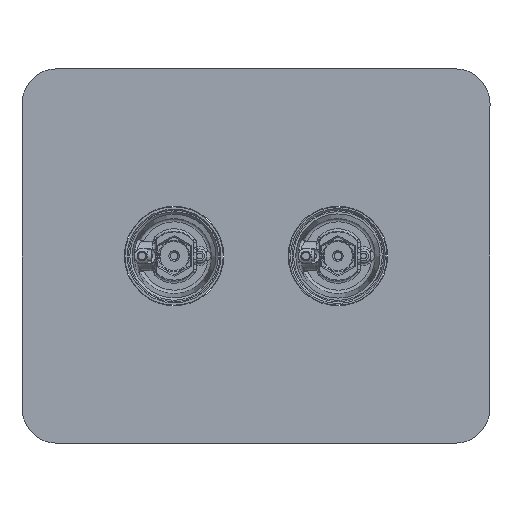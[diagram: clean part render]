
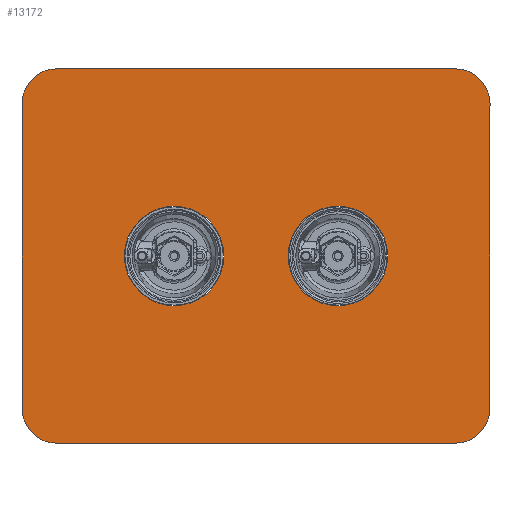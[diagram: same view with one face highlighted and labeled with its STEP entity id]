
A CAD part, left-side view. The second image highlights one B-rep face of the part: STEP entity #13172.
In plain terms, the highlighted planar face has unit normal (-1, 0, 0).
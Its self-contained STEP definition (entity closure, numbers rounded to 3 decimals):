
#278 = AXIS2_PLACEMENT_3D ( 'NONE', #21548, #7584, #14516 ) ;
#496 = VERTEX_POINT ( 'NONE', #13715 ) ;
#1406 = AXIS2_PLACEMENT_3D ( 'NONE', #21214, #14519, #5663 ) ;
#1657 = VERTEX_POINT ( 'NONE', #9391 ) ;
#2102 = CARTESIAN_POINT ( 'NONE',  ( -18.799, 70., 0. ) ) ;
#2440 = DIRECTION ( 'NONE',  ( 0., 0., 1. ) ) ;
#2501 = VERTEX_POINT ( 'NONE', #12254 ) ;
#2807 = ORIENTED_EDGE ( 'NONE', *, *, #21894, .T. ) ;
#2861 = CARTESIAN_POINT ( 'NONE',  ( -18.799, 70., 0. ) ) ;
#3142 = VERTEX_POINT ( 'NONE', #5306 ) ;
#3206 = CARTESIAN_POINT ( 'NONE',  ( -18.799, -65., -65. ) ) ;
#4026 = DIRECTION ( 'NONE',  ( 0., 1., 0. ) ) ;
#4099 = LINE ( 'NONE', #6024, #12505 ) ;
#4367 = DIRECTION ( 'NONE',  ( -1., 0., 0. ) ) ;
#4539 = AXIS2_PLACEMENT_3D ( 'NONE', #2861, #20457, #15466 ) ;
#5062 = CIRCLE ( 'NONE', #1406, 15. ) ;
#5306 = CARTESIAN_POINT ( 'NONE',  ( -18.799, 120., 80. ) ) ;
#5401 = CIRCLE ( 'NONE', #22059, 21.25 ) ;
#5569 = CARTESIAN_POINT ( 'NONE',  ( -18.799, -65., 65. ) ) ;
#5635 = FACE_BOUND ( 'NONE', #9162, .T. ) ;
#5663 = DIRECTION ( 'NONE',  ( 0., 0., 1. ) ) ;
#5698 = DIRECTION ( 'NONE',  ( 0., 0., -1. ) ) ;
#5745 = LINE ( 'NONE', #5855, #9920 ) ;
#5852 = VECTOR ( 'NONE', #15649, 1000. ) ;
#5855 = CARTESIAN_POINT ( 'NONE',  ( -18.799, -65., 80. ) ) ;
#5959 = FACE_OUTER_BOUND ( 'NONE', #14979, .T. ) ;
#6024 = CARTESIAN_POINT ( 'NONE',  ( -18.799, 135., 80. ) ) ;
#6250 = CARTESIAN_POINT ( 'NONE',  ( -18.799, -50., -65. ) ) ;
#6830 = DIRECTION ( 'NONE',  ( -1., 0., 0. ) ) ;
#6994 = LINE ( 'NONE', #14144, #17013 ) ;
#7126 = ORIENTED_EDGE ( 'NONE', *, *, #22245, .T. ) ;
#7584 = DIRECTION ( 'NONE',  ( -1., 0., 0. ) ) ;
#7771 = CARTESIAN_POINT ( 'NONE',  ( -18.799, 0., 0. ) ) ;
#7772 = VERTEX_POINT ( 'NONE', #8943 ) ;
#8090 = ORIENTED_EDGE ( 'NONE', *, *, #17245, .F. ) ;
#8185 = EDGE_CURVE ( 'NONE', #11425, #496, #13646, .T. ) ;
#8943 = CARTESIAN_POINT ( 'NONE',  ( -18.799, -50., 80. ) ) ;
#9162 = EDGE_LOOP ( 'NONE', ( #18273 ) ) ;
#9375 = PLANE ( 'NONE',  #17365 ) ;
#9391 = CARTESIAN_POINT ( 'NONE',  ( -18.799, -50., -80. ) ) ;
#9488 = FACE_BOUND ( 'NONE', #20725, .T. ) ;
#9611 = CARTESIAN_POINT ( 'NONE',  ( -18.799, 0., 21.25 ) ) ;
#9920 = VECTOR ( 'NONE', #4026, 1000. ) ;
#9932 = ORIENTED_EDGE ( 'NONE', *, *, #19902, .T. ) ;
#9946 = VERTEX_POINT ( 'NONE', #11301 ) ;
#10173 = DIRECTION ( 'NONE',  ( 0., 0., 1. ) ) ;
#10620 = EDGE_CURVE ( 'NONE', #7772, #3142, #5745, .T. ) ;
#11301 = CARTESIAN_POINT ( 'NONE',  ( -18.799, 70., 21.25 ) ) ;
#11425 = VERTEX_POINT ( 'NONE', #22260 ) ;
#11701 = ORIENTED_EDGE ( 'NONE', *, *, #10620, .T. ) ;
#12254 = CARTESIAN_POINT ( 'NONE',  ( -18.799, 135., 65. ) ) ;
#12505 = VECTOR ( 'NONE', #5698, 1000. ) ;
#12941 = EDGE_CURVE ( 'NONE', #18315, #7772, #5062, .T. ) ;
#13038 = EDGE_CURVE ( 'NONE', #13285, #18315, #6994, .T. ) ;
#13172 = ADVANCED_FACE ( 'NONE', ( #9488, #5635, #5959 ), #9375, .T. ) ;
#13285 = VERTEX_POINT ( 'NONE', #3206 ) ;
#13646 = CIRCLE ( 'NONE', #278, 15. ) ;
#13715 = CARTESIAN_POINT ( 'NONE',  ( -18.799, 120., -80. ) ) ;
#14144 = CARTESIAN_POINT ( 'NONE',  ( -18.799, -65., -80. ) ) ;
#14481 = DIRECTION ( 'NONE',  ( -1., 0., 0. ) ) ;
#14516 = DIRECTION ( 'NONE',  ( 0., 0., 1. ) ) ;
#14519 = DIRECTION ( 'NONE',  ( -1., 0., 0. ) ) ;
#14711 = AXIS2_PLACEMENT_3D ( 'NONE', #16937, #6830, #22384 ) ;
#14979 = EDGE_LOOP ( 'NONE', ( #9932, #7126, #16812, #20352, #11701, #2807, #20892, #16460 ) ) ;
#15466 = DIRECTION ( 'NONE',  ( 0., 0., 1. ) ) ;
#15530 = LINE ( 'NONE', #17330, #5852 ) ;
#15649 = DIRECTION ( 'NONE',  ( 0., -1., 0. ) ) ;
#16148 = CIRCLE ( 'NONE', #17951, 15. ) ;
#16406 = DIRECTION ( 'NONE',  ( 0., 0., 1. ) ) ;
#16460 = ORIENTED_EDGE ( 'NONE', *, *, #8185, .T. ) ;
#16705 = DIRECTION ( 'NONE',  ( 0., 0., 1. ) ) ;
#16812 = ORIENTED_EDGE ( 'NONE', *, *, #13038, .T. ) ;
#16868 = CIRCLE ( 'NONE', #4539, 21.25 ) ;
#16937 = CARTESIAN_POINT ( 'NONE',  ( -18.799, 120., 65. ) ) ;
#17013 = VECTOR ( 'NONE', #10173, 1000. ) ;
#17245 = EDGE_CURVE ( 'NONE', #20373, #20373, #5401, .T. ) ;
#17330 = CARTESIAN_POINT ( 'NONE',  ( -18.799, 135., -80. ) ) ;
#17365 = AXIS2_PLACEMENT_3D ( 'NONE', #2102, #14481, #2440 ) ;
#17951 = AXIS2_PLACEMENT_3D ( 'NONE', #6250, #18390, #16705 ) ;
#18273 = ORIENTED_EDGE ( 'NONE', *, *, #21865, .F. ) ;
#18315 = VERTEX_POINT ( 'NONE', #5569 ) ;
#18390 = DIRECTION ( 'NONE',  ( -1., 0., 0. ) ) ;
#19015 = CIRCLE ( 'NONE', #14711, 15. ) ;
#19902 = EDGE_CURVE ( 'NONE', #496, #1657, #15530, .T. ) ;
#20352 = ORIENTED_EDGE ( 'NONE', *, *, #12941, .T. ) ;
#20373 = VERTEX_POINT ( 'NONE', #9611 ) ;
#20457 = DIRECTION ( 'NONE',  ( -1., 0., 0. ) ) ;
#20725 = EDGE_LOOP ( 'NONE', ( #8090 ) ) ;
#20892 = ORIENTED_EDGE ( 'NONE', *, *, #22116, .T. ) ;
#21214 = CARTESIAN_POINT ( 'NONE',  ( -18.799, -50., 65. ) ) ;
#21548 = CARTESIAN_POINT ( 'NONE',  ( -18.799, 120., -65. ) ) ;
#21865 = EDGE_CURVE ( 'NONE', #9946, #9946, #16868, .T. ) ;
#21894 = EDGE_CURVE ( 'NONE', #3142, #2501, #19015, .T. ) ;
#22059 = AXIS2_PLACEMENT_3D ( 'NONE', #7771, #4367, #16406 ) ;
#22116 = EDGE_CURVE ( 'NONE', #2501, #11425, #4099, .T. ) ;
#22245 = EDGE_CURVE ( 'NONE', #1657, #13285, #16148, .T. ) ;
#22260 = CARTESIAN_POINT ( 'NONE',  ( -18.799, 135., -65. ) ) ;
#22384 = DIRECTION ( 'NONE',  ( 0., 0., 1. ) ) ;
